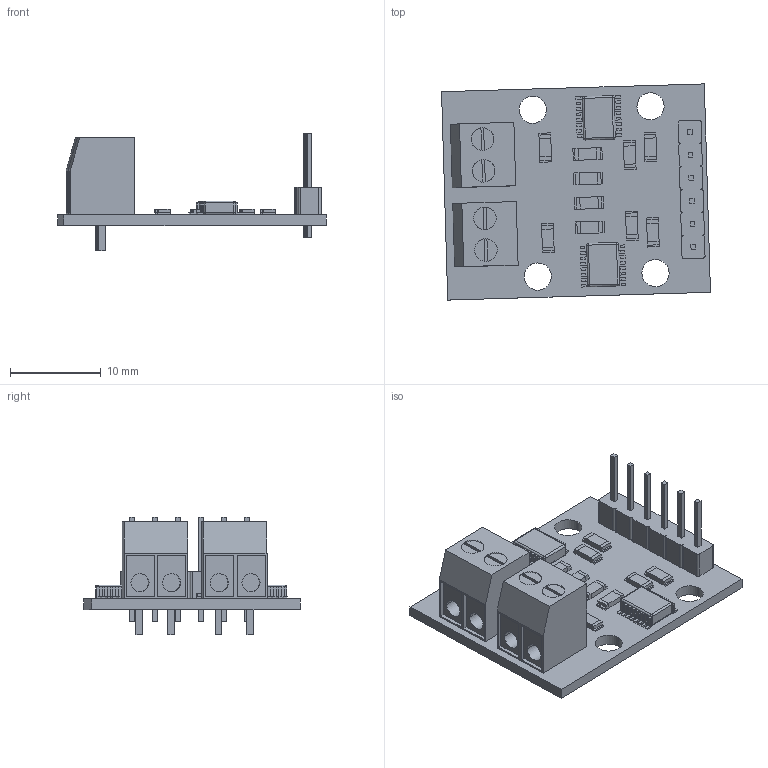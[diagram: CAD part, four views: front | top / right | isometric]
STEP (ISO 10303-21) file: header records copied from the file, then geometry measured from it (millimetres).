
FILE_DESCRIPTION(('CATIA V5 STEP Exchange'),'2;1');
FILE_NAME('driver-9110.stp','2019-08-30T13:58:25+00:00',('none'),('none'),'CATIA Version 5 Release 20 GA (IN-10)','CATIA V5 STEP AP203','none');
FILE_SCHEMA(('CONFIG_CONTROL_DESIGN'));
Length unit declared in the file: millimetre
Products named in the file (1): driver-9110
Assembly tree (4 placements, depth 2):
  driver-9110
    #58
    #2871  x2
    #4230
Bounding box: 29.67 x 23.85 x 13 mm (x, y, z)
Volume: 1720.1 mm3; surface area: 2981.2 mm2
Topology: 74 solids, 74 shells, 792 faces, 1812 edges, 1176 vertices
Faces by surface type: plane 704, cylinder 72, sphere 16
Entity records: 18104 total; most frequent: ORIENTED_EDGE 3370, CARTESIAN_POINT 3135, DIRECTION 2293, EDGE_CURVE 1685, VECTOR 1549, LINE 1549, VERTEX_POINT 1102, EDGE_LOOP 785
